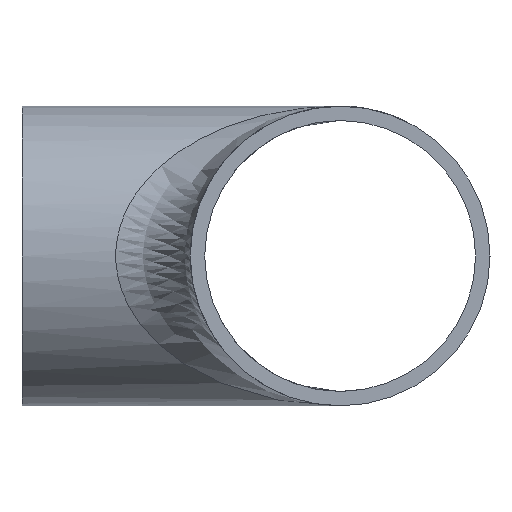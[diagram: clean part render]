
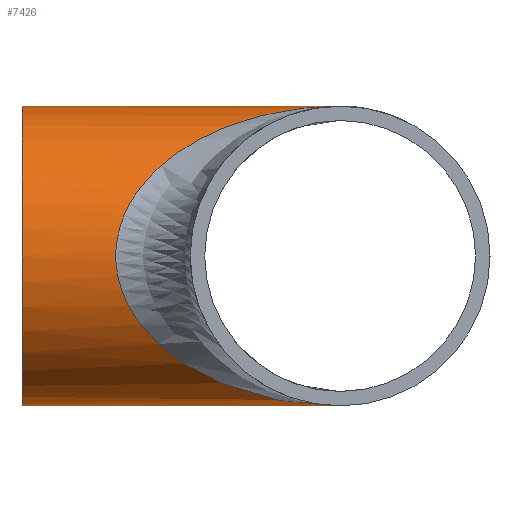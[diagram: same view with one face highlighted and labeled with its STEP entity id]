
A CAD part, left-side view. The second image highlights one B-rep face of the part: STEP entity #7426.
In plain terms, the highlighted cylindrical face has radius 30.15 mm (diameter 60.3 mm), a full revolution.
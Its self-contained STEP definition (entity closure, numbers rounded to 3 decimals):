
#336 = VERTEX_POINT ( 'NONE', #19655 ) ;
#806 = FACE_OUTER_BOUND ( 'NONE', #14154, .T. ) ;
#1735 = VERTEX_POINT ( 'NONE', #7871 ) ;
#2574 = CARTESIAN_POINT ( 'NONE',  ( -0.242, 0.362, -30.149 ) ) ;
#2781 = CIRCLE ( 'NONE', #15719, 30.15 ) ;
#3688 =( BOUNDED_CURVE ( )  B_SPLINE_CURVE ( 3, ( #10923, #8219, #16375, #10082 ),
 .UNSPECIFIED., .F., .F. ) 
 B_SPLINE_CURVE_WITH_KNOTS ( ( 4, 4 ),
 ( 1.579, 4.704 ),
 .UNSPECIFIED. ) 
 CURVE ( )  GEOMETRIC_REPRESENTATION_ITEM ( )  RATIONAL_B_SPLINE_CURVE ( ( 1., 0.339, 0.339, 1. ) ) 
 REPRESENTATION_ITEM ( '' )  );
#4724 = AXIS2_PLACEMENT_3D ( 'NONE', #4804, #15904, #16038 ) ;
#4804 = CARTESIAN_POINT ( 'NONE',  ( 0., 64., 0. ) ) ;
#4835 = CARTESIAN_POINT ( 'NONE',  ( 0., 0.362, 0. ) ) ;
#5581 = AXIS2_PLACEMENT_3D ( 'NONE', #11761, #10153, #11826 ) ;
#7426 = ADVANCED_FACE ( 'NONE', ( #806, #9901 ), #14645, .T. ) ;
#7871 = CARTESIAN_POINT ( 'NONE',  ( -0.242, 0.362, -30.149 ) ) ;
#8219 = CARTESIAN_POINT ( 'NONE',  ( 59.587, 89.232, 29.673 ) ) ;
#8537 = ORIENTED_EDGE ( 'NONE', *, *, #11930, .T. ) ;
#8866 = ORIENTED_EDGE ( 'NONE', *, *, #14169, .T. ) ;
#9190 = ORIENTED_EDGE ( 'NONE', *, *, #16737, .T. ) ;
#9392 = CARTESIAN_POINT ( 'NONE',  ( -0.242, 0.362, 30.149 ) ) ;
#9709 = DIRECTION ( 'NONE',  ( 0., 0., 1. ) ) ;
#9901 = FACE_OUTER_BOUND ( 'NONE', #15956, .T. ) ;
#10082 = CARTESIAN_POINT ( 'NONE',  ( 0.242, 0.362, -30.149 ) ) ;
#10153 = DIRECTION ( 'NONE',  ( 0., -1., 0. ) ) ;
#10923 = CARTESIAN_POINT ( 'NONE',  ( 0.242, 0.362, 30.149 ) ) ;
#11418 = DIRECTION ( 'NONE',  ( 0., 0., 1. ) ) ;
#11485 = DIRECTION ( 'NONE',  ( 0., 1., 0. ) ) ;
#11761 = CARTESIAN_POINT ( 'NONE',  ( 0., 0., 0. ) ) ;
#11826 = DIRECTION ( 'NONE',  ( 0., 0., -1. ) ) ;
#11930 = EDGE_CURVE ( 'NONE', #1735, #12700, #17959, .T. ) ;
#12118 = CARTESIAN_POINT ( 'NONE',  ( -0.242, 0.362, 30.149 ) ) ;
#12677 = ORIENTED_EDGE ( 'NONE', *, *, #16852, .T. ) ;
#12700 = VERTEX_POINT ( 'NONE', #12118 ) ;
#13738 = CARTESIAN_POINT ( 'NONE',  ( 0., 64., -30.15 ) ) ;
#13770 = VERTEX_POINT ( 'NONE', #13738 ) ;
#14154 = EDGE_LOOP ( 'NONE', ( #8866 ) ) ;
#14169 = EDGE_CURVE ( 'NONE', #13770, #13770, #20166, .T. ) ;
#14408 = ORIENTED_EDGE ( 'NONE', *, *, #17262, .T. ) ;
#14445 = DIRECTION ( 'NONE',  ( 0., 1., 0. ) ) ;
#14645 = CYLINDRICAL_SURFACE ( 'NONE', #5581, 30.15 ) ;
#15635 = CARTESIAN_POINT ( 'NONE',  ( -59.587, 89.232, -29.673 ) ) ;
#15719 = AXIS2_PLACEMENT_3D ( 'NONE', #17964, #11485, #11418 ) ;
#15904 = DIRECTION ( 'NONE',  ( 0., -1., 0. ) ) ;
#15956 = EDGE_LOOP ( 'NONE', ( #14408, #12677, #9190, #8537 ) ) ;
#16038 = DIRECTION ( 'NONE',  ( 0., 0., -1. ) ) ;
#16375 = CARTESIAN_POINT ( 'NONE',  ( 59.587, 89.232, -29.673 ) ) ;
#16599 = CIRCLE ( 'NONE', #18260, 30.15 ) ;
#16737 = EDGE_CURVE ( 'NONE', #19660, #1735, #2781, .T. ) ;
#16852 = EDGE_CURVE ( 'NONE', #336, #19660, #3688, .T. ) ;
#17262 = EDGE_CURVE ( 'NONE', #12700, #336, #16599, .T. ) ;
#17562 = CARTESIAN_POINT ( 'NONE',  ( -59.587, 89.232, 29.673 ) ) ;
#17959 =( BOUNDED_CURVE ( )  B_SPLINE_CURVE ( 3, ( #2574, #15635, #17562, #9392 ),
 .UNSPECIFIED., .F., .F. ) 
 B_SPLINE_CURVE_WITH_KNOTS ( ( 4, 4 ),
 ( 1.579, 4.704 ),
 .UNSPECIFIED. ) 
 CURVE ( )  GEOMETRIC_REPRESENTATION_ITEM ( )  RATIONAL_B_SPLINE_CURVE ( ( 1., 0.339, 0.339, 1. ) ) 
 REPRESENTATION_ITEM ( '' )  );
#17964 = CARTESIAN_POINT ( 'NONE',  ( 0., 0.362, 0. ) ) ;
#18260 = AXIS2_PLACEMENT_3D ( 'NONE', #4835, #14445, #9709 ) ;
#18474 = CARTESIAN_POINT ( 'NONE',  ( 0.242, 0.362, -30.149 ) ) ;
#19655 = CARTESIAN_POINT ( 'NONE',  ( 0.242, 0.362, 30.149 ) ) ;
#19660 = VERTEX_POINT ( 'NONE', #18474 ) ;
#20166 = CIRCLE ( 'NONE', #4724, 30.15 ) ;
